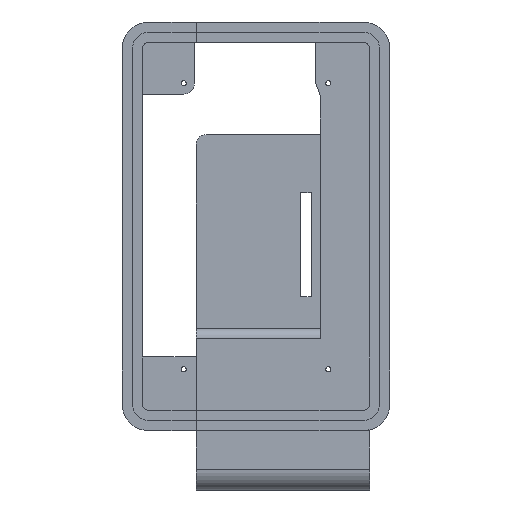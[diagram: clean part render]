
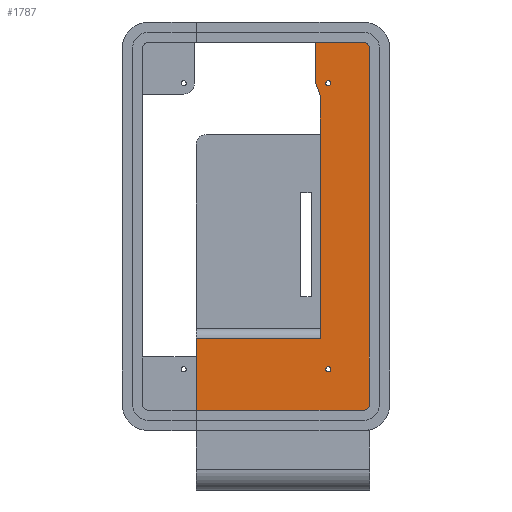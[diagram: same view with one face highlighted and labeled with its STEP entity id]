
A CAD part, top view. The second image highlights one B-rep face of the part: STEP entity #1787.
In plain terms, the highlighted planar face has unit normal (0, 0, 1).
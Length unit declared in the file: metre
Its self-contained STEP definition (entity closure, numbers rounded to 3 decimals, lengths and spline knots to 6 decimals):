
#85=CIRCLE('',#1915,0.003);
#87=CIRCLE('',#1919,0.003);
#88=CIRCLE('',#1921,0.00125);
#89=CIRCLE('',#1923,0.00125);
#398=ORIENTED_EDGE('',*,*,#742,.T.);
#399=ORIENTED_EDGE('',*,*,#741,.T.);
#400=ORIENTED_EDGE('',*,*,#789,.T.);
#401=ORIENTED_EDGE('',*,*,#794,.F.);
#402=ORIENTED_EDGE('',*,*,#739,.T.);
#403=ORIENTED_EDGE('',*,*,#736,.T.);
#404=ORIENTED_EDGE('',*,*,#733,.T.);
#405=ORIENTED_EDGE('',*,*,#795,.T.);
#406=ORIENTED_EDGE('',*,*,#728,.F.);
#407=ORIENTED_EDGE('',*,*,#725,.T.);
#408=ORIENTED_EDGE('',*,*,#722,.F.);
#409=ORIENTED_EDGE('',*,*,#781,.T.);
#722=EDGE_CURVE('',#955,#956,#1117,.T.);
#725=EDGE_CURVE('',#958,#956,#1120,.T.);
#728=EDGE_CURVE('',#958,#960,#1123,.T.);
#733=EDGE_CURVE('',#965,#964,#85,.T.);
#736=EDGE_CURVE('',#967,#965,#1129,.T.);
#739=EDGE_CURVE('',#969,#967,#87,.T.);
#741=EDGE_CURVE('',#970,#970,#88,.T.);
#742=EDGE_CURVE('',#971,#971,#89,.T.);
#781=EDGE_CURVE('',#955,#991,#1160,.T.);
#789=EDGE_CURVE('',#991,#996,#1168,.T.);
#794=EDGE_CURVE('',#969,#996,#1173,.T.);
#795=EDGE_CURVE('',#964,#960,#1174,.T.);
#955=VERTEX_POINT('',#2804);
#956=VERTEX_POINT('',#2806);
#958=VERTEX_POINT('',#2812);
#960=VERTEX_POINT('',#2818);
#964=VERTEX_POINT('',#2827);
#965=VERTEX_POINT('',#2829);
#967=VERTEX_POINT('',#2835);
#969=VERTEX_POINT('',#2841);
#970=VERTEX_POINT('',#2845);
#971=VERTEX_POINT('',#2848);
#991=VERTEX_POINT('',#2924);
#996=VERTEX_POINT('',#2940);
#1117=LINE('',#2805,#1302);
#1120=LINE('',#2811,#1305);
#1123=LINE('',#2817,#1308);
#1129=LINE('',#2834,#1314);
#1160=LINE('',#2925,#1345);
#1168=LINE('',#2939,#1353);
#1173=LINE('',#2948,#1358);
#1174=LINE('',#2949,#1359);
#1302=VECTOR('',#2195,1.);
#1305=VECTOR('',#2200,1.);
#1308=VECTOR('',#2205,1.);
#1314=VECTOR('',#2219,1.);
#1345=VECTOR('',#2320,1.);
#1353=VECTOR('',#2332,1.);
#1358=VECTOR('',#2339,1.);
#1359=VECTOR('',#2340,1.);
#1494=EDGE_LOOP('',(#398));
#1495=EDGE_LOOP('',(#399));
#1496=EDGE_LOOP('',(#400,#401,#402,#403,#404,#405,#406,#407,#408,#409));
#1615=FACE_BOUND('',#1494,.T.);
#1616=FACE_BOUND('',#1495,.T.);
#1617=FACE_BOUND('',#1496,.T.);
#1700=PLANE('',#1954);
#1787=ADVANCED_FACE('',(#1615,#1616,#1617),#1700,.F.);
#1915=AXIS2_PLACEMENT_3D('',#2828,#2213,#2214);
#1919=AXIS2_PLACEMENT_3D('',#2840,#2225,#2226);
#1921=AXIS2_PLACEMENT_3D('',#2844,#2230,#2231);
#1923=AXIS2_PLACEMENT_3D('',#2847,#2234,#2235);
#1954=AXIS2_PLACEMENT_3D('',#2947,#2337,#2338);
#2195=DIRECTION('',(0.,1.,0.));
#2200=DIRECTION('',(0.345,-0.939,0.));
#2205=DIRECTION('',(0.,1.,0.));
#2213=DIRECTION('',(0.,0.,1.));
#2214=DIRECTION('',(1.,0.,0.));
#2219=DIRECTION('',(0.,1.,0.));
#2225=DIRECTION('',(0.,0.,1.));
#2226=DIRECTION('',(1.,0.,0.));
#2230=DIRECTION('',(0.,0.,-1.));
#2231=DIRECTION('',(-1.,0.,0.));
#2234=DIRECTION('',(0.,0.,-1.));
#2235=DIRECTION('',(-1.,0.,0.));
#2320=DIRECTION('',(-1.,0.,0.));
#2332=DIRECTION('',(0.,-1.,0.));
#2337=DIRECTION('',(0.,0.,-1.));
#2338=DIRECTION('',(1.,0.,0.));
#2339=DIRECTION('',(-1.,0.,0.));
#2340=DIRECTION('',(-1.,0.,0.));
#2804=CARTESIAN_POINT('',(0.0315,-0.055,-0.00875));
#2805=CARTESIAN_POINT('',(0.0315,0.00692,-0.00875));
#2806=CARTESIAN_POINT('',(0.0315,0.06384,-0.00875));
#2811=CARTESIAN_POINT('',(0.030368,0.06692,-0.00875));
#2812=CARTESIAN_POINT('',(0.029235,0.07,-0.00875));
#2817=CARTESIAN_POINT('',(0.029235,0.08,-0.00875));
#2818=CARTESIAN_POINT('',(0.029235,0.09,-0.00875));
#2827=CARTESIAN_POINT('',(0.0525,0.09,-0.00875));
#2828=CARTESIAN_POINT('',(0.0525,0.087,-0.00875));
#2829=CARTESIAN_POINT('',(0.0555,0.087,-0.00875));
#2834=CARTESIAN_POINT('',(0.0555,0.,-0.00875));
#2835=CARTESIAN_POINT('',(0.0555,-0.087,-0.00875));
#2840=CARTESIAN_POINT('',(0.0525,-0.087,-0.00875));
#2841=CARTESIAN_POINT('',(0.0525,-0.09,-0.00875));
#2844=CARTESIAN_POINT('',(0.035355,-0.07,-0.00875));
#2845=CARTESIAN_POINT('',(0.034105,-0.07,-0.00875));
#2847=CARTESIAN_POINT('',(0.035355,0.07,-0.00875));
#2848=CARTESIAN_POINT('',(0.034105,0.07,-0.00875));
#2924=CARTESIAN_POINT('',(-0.029235,-0.055,-0.00875));
#2925=CARTESIAN_POINT('',(-0.029235,-0.055,-0.00875));
#2939=CARTESIAN_POINT('',(-0.029235,-0.05692,-0.00875));
#2940=CARTESIAN_POINT('',(-0.029235,-0.09,-0.00875));
#2947=CARTESIAN_POINT('',(0.,0.,-0.00875));
#2948=CARTESIAN_POINT('',(0.,-0.09,-0.00875));
#2949=CARTESIAN_POINT('',(0.,0.09,-0.00875));
